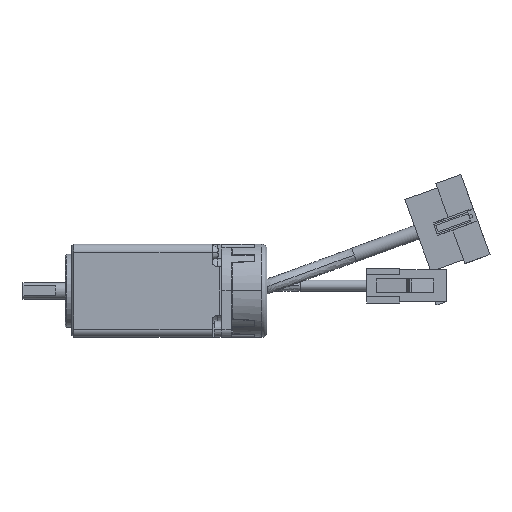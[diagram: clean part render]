
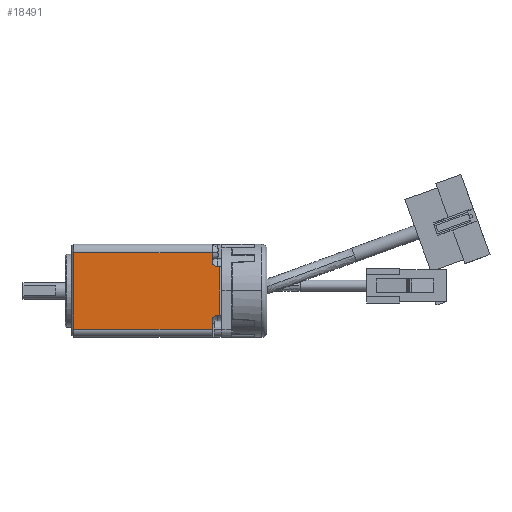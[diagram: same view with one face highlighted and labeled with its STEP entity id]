
A CAD part, front view. The second image highlights one B-rep face of the part: STEP entity #18491.
In plain terms, the highlighted face is planar.
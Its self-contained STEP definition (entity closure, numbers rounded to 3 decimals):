
#2974 = DIRECTION ( 'NONE',  ( 0., -1., 0. ) ) ;
#3323 = ORIENTED_EDGE ( 'NONE', *, *, #36393, .T. ) ;
#3912 = DIRECTION ( 'NONE',  ( 0., 1., 0. ) ) ;
#4065 = EDGE_CURVE ( 'NONE', #7699, #85554, #55293, .T. ) ;
#4612 = DIRECTION ( 'NONE',  ( 1., 0., 0. ) ) ;
#4651 = VERTEX_POINT ( 'NONE', #15129 ) ;
#7699 = VERTEX_POINT ( 'NONE', #20611 ) ;
#8188 = CARTESIAN_POINT ( 'NONE',  ( 21.251, 35.349, 44.5 ) ) ;
#8435 = ORIENTED_EDGE ( 'NONE', *, *, #26683, .T. ) ;
#10718 = ORIENTED_EDGE ( 'NONE', *, *, #113442, .T. ) ;
#12854 = CARTESIAN_POINT ( 'NONE',  ( 2.451, 35.349, 0.5 ) ) ;
#12864 = CARTESIAN_POINT ( 'NONE',  ( 2.451, 35.349, 0.5 ) ) ;
#15129 = CARTESIAN_POINT ( 'NONE',  ( 2.451, 35.349, 1.3 ) ) ;
#15519 = DIRECTION ( 'NONE',  ( 0., 0., -1. ) ) ;
#15635 = CARTESIAN_POINT ( 'NONE',  ( 17.151, 35.349, 0.5 ) ) ;
#16991 = VECTOR ( 'NONE', #18381, 1000. ) ;
#18381 = DIRECTION ( 'NONE',  ( 1., 0., 0. ) ) ;
#18491 = ADVANCED_FACE ( 'NONE', ( #43502 ), #43524, .T. ) ;
#20523 = AXIS2_PLACEMENT_3D ( 'NONE', #64821, #3912, #74979 ) ;
#20611 = CARTESIAN_POINT ( 'NONE',  ( 17.151, 35.349, 1.3 ) ) ;
#23062 = DIRECTION ( 'NONE',  ( 0., 0., 1. ) ) ;
#23857 = ORIENTED_EDGE ( 'NONE', *, *, #100273, .T. ) ;
#24765 = LINE ( 'NONE', #83968, #102631 ) ;
#25059 = VECTOR ( 'NONE', #127549, 1000. ) ;
#25824 = VERTEX_POINT ( 'NONE', #12864 ) ;
#26494 = CIRCLE ( 'NONE', #69714, 1.5 ) ;
#26683 = EDGE_CURVE ( 'NONE', #42378, #128967, #71040, .T. ) ;
#26745 = ORIENTED_EDGE ( 'NONE', *, *, #81676, .T. ) ;
#31516 = CARTESIAN_POINT ( 'NONE',  ( 0.951, 35.349, 1.3 ) ) ;
#36393 = EDGE_CURVE ( 'NONE', #128967, #111701, #49787, .T. ) ;
#37765 = LINE ( 'NONE', #43140, #88603 ) ;
#39425 = LINE ( 'NONE', #116094, #83842 ) ;
#39688 = LINE ( 'NONE', #116732, #60302 ) ;
#40572 = CARTESIAN_POINT ( 'NONE',  ( 21.251, 35.349, 2.8 ) ) ;
#41768 = DIRECTION ( 'NONE',  ( 0., 0., -1. ) ) ;
#42378 = VERTEX_POINT ( 'NONE', #82748 ) ;
#43140 = CARTESIAN_POINT ( 'NONE',  ( 21.251, 35.349, 0.5 ) ) ;
#43502 = FACE_OUTER_BOUND ( 'NONE', #82532, .T. ) ;
#43524 = PLANE ( 'NONE',  #20523 ) ;
#43590 = DIRECTION ( 'NONE',  ( -1., 0., 0. ) ) ;
#44118 = CARTESIAN_POINT ( 'NONE',  ( 17.151, 35.349, 0.5 ) ) ;
#44531 = CARTESIAN_POINT ( 'NONE',  ( 0.951, 35.349, 2.8 ) ) ;
#46421 = VERTEX_POINT ( 'NONE', #44531 ) ;
#49787 = LINE ( 'NONE', #66224, #100639 ) ;
#53376 = EDGE_CURVE ( 'NONE', #84109, #7699, #95464, .T. ) ;
#55293 = LINE ( 'NONE', #15635, #25059 ) ;
#60302 = VECTOR ( 'NONE', #96830, 1000. ) ;
#60539 = EDGE_CURVE ( 'NONE', #85554, #25824, #37765, .T. ) ;
#63569 = DIRECTION ( 'NONE',  ( -1., 0., 0. ) ) ;
#63882 = CARTESIAN_POINT ( 'NONE',  ( 18.651, 35.349, 1.3 ) ) ;
#64821 = CARTESIAN_POINT ( 'NONE',  ( 21.251, 35.349, 0.5 ) ) ;
#66224 = CARTESIAN_POINT ( 'NONE',  ( 21.251, 35.349, 0.5 ) ) ;
#67829 = ORIENTED_EDGE ( 'NONE', *, *, #53376, .T. ) ;
#68959 = CARTESIAN_POINT ( 'NONE',  ( 21.251, 35.349, 44.5 ) ) ;
#69384 = VECTOR ( 'NONE', #23062, 1000. ) ;
#69714 = AXIS2_PLACEMENT_3D ( 'NONE', #31516, #102612, #41768 ) ;
#71040 = LINE ( 'NONE', #8188, #16991 ) ;
#73197 = ORIENTED_EDGE ( 'NONE', *, *, #123172, .F. ) ;
#74048 = DIRECTION ( 'NONE',  ( -1., 0., 0. ) ) ;
#74979 = DIRECTION ( 'NONE',  ( 0., 0., 1. ) ) ;
#78175 = CARTESIAN_POINT ( 'NONE',  ( 18.651, 35.349, 2.8 ) ) ;
#81676 = EDGE_CURVE ( 'NONE', #111701, #84109, #24765, .T. ) ;
#82532 = EDGE_LOOP ( 'NONE', ( #73197, #8435, #3323, #26745, #67829, #106329, #98131, #23857, #10718, #94919 ) ) ;
#82748 = CARTESIAN_POINT ( 'NONE',  ( -1.749, 35.349, 44.5 ) ) ;
#83842 = VECTOR ( 'NONE', #4612, 1000. ) ;
#83968 = CARTESIAN_POINT ( 'NONE',  ( 21.251, 35.349, 2.8 ) ) ;
#84109 = VERTEX_POINT ( 'NONE', #78175 ) ;
#85197 = EDGE_CURVE ( 'NONE', #110112, #46421, #39425, .T. ) ;
#85554 = VERTEX_POINT ( 'NONE', #44118 ) ;
#87944 = AXIS2_PLACEMENT_3D ( 'NONE', #63882, #2974, #74048 ) ;
#88603 = VECTOR ( 'NONE', #63569, 1000. ) ;
#94919 = ORIENTED_EDGE ( 'NONE', *, *, #85197, .F. ) ;
#95464 = CIRCLE ( 'NONE', #87944, 1.5 ) ;
#96830 = DIRECTION ( 'NONE',  ( 0., 0., -1. ) ) ;
#98131 = ORIENTED_EDGE ( 'NONE', *, *, #60539, .T. ) ;
#100273 = EDGE_CURVE ( 'NONE', #25824, #4651, #123367, .T. ) ;
#100639 = VECTOR ( 'NONE', #15519, 1000. ) ;
#102612 = DIRECTION ( 'NONE',  ( 0., -1., 0. ) ) ;
#102631 = VECTOR ( 'NONE', #43590, 1000. ) ;
#106329 = ORIENTED_EDGE ( 'NONE', *, *, #4065, .T. ) ;
#110112 = VERTEX_POINT ( 'NONE', #113757 ) ;
#111701 = VERTEX_POINT ( 'NONE', #40572 ) ;
#113442 = EDGE_CURVE ( 'NONE', #4651, #46421, #26494, .T. ) ;
#113757 = CARTESIAN_POINT ( 'NONE',  ( -1.749, 35.349, 2.8 ) ) ;
#116094 = CARTESIAN_POINT ( 'NONE',  ( 0.951, 35.349, 2.8 ) ) ;
#116732 = CARTESIAN_POINT ( 'NONE',  ( -1.749, 35.349, 2.8 ) ) ;
#123172 = EDGE_CURVE ( 'NONE', #42378, #110112, #39688, .T. ) ;
#123367 = LINE ( 'NONE', #12854, #69384 ) ;
#127549 = DIRECTION ( 'NONE',  ( 0., 0., -1. ) ) ;
#128967 = VERTEX_POINT ( 'NONE', #68959 ) ;
